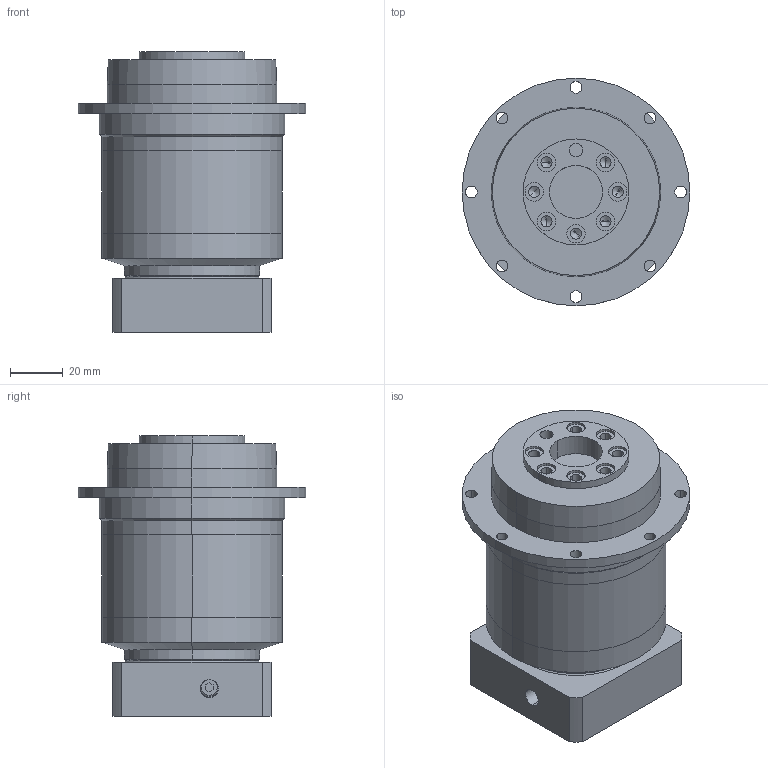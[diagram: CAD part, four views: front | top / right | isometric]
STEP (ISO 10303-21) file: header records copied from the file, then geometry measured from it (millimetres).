
FILE_DESCRIPTION (( 'STEP AP203' ), '1' );
FILE_NAME ('GPD064-L2-(8-38.1-□47.14-M4).STEP', '2022-05-25T03:18:30', ( '微软用户' ), ( '微软中国' ), 'SwSTEP 2.0', 'SolidWorks 2018', '' );
FILE_SCHEMA (( 'CONFIG_CONTROL_DESIGN' ));
Length unit declared in the file: millimetre
Products named in the file (1): GPD064-L2-(8-38.1-¡õ47.14-M4)
Bounding box: 86 x 86 x 106 mm (x, y, z)
Volume: 339055.4 mm3; surface area: 60431.9 mm2
Topology: 3 solids, 3 shells, 291 faces, 711 edges, 443 vertices
Faces by surface type: cylinder 135, plane 112, cone 32, torus 12
Entity records: 8846 total; most frequent: CARTESIAN_POINT 1728, DIRECTION 1577, ORIENTED_EDGE 1378, EDGE_CURVE 689, AXIS2_PLACEMENT_3D 610, VERTEX_POINT 443, VECTOR 357, LINE 357
